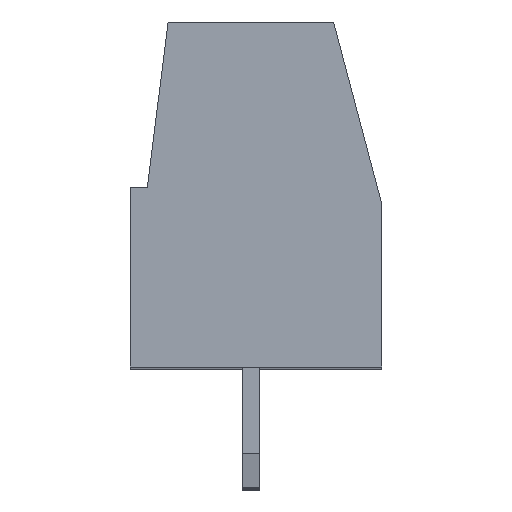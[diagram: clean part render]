
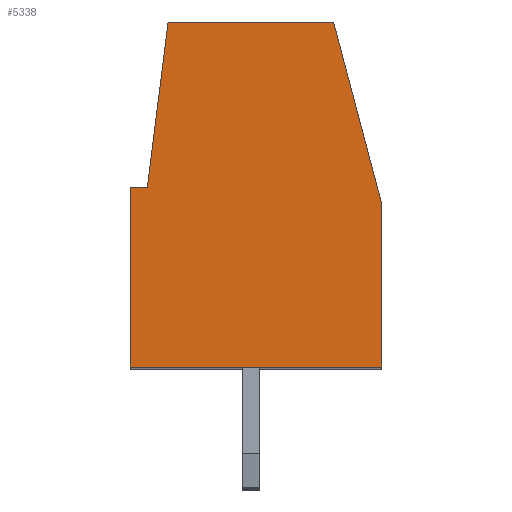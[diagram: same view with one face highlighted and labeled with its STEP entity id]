
A CAD part, top view. The second image highlights one B-rep face of the part: STEP entity #5338.
In plain terms, the highlighted planar face has unit normal (0, 0, 1).
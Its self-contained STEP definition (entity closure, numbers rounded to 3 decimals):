
#13=DIRECTION('',(0.,1.,0.));
#14=VECTOR('',#13,5.2);
#15=CARTESIAN_POINT('',(-3.5,-3.305,37.1));
#16=LINE('',#15,#14);
#17=DIRECTION('',(1.,0.,0.));
#18=VECTOR('',#17,0.5);
#19=CARTESIAN_POINT('',(-3.5,1.895,37.1));
#20=LINE('',#19,#18);
#21=DIRECTION('',(0.124,0.992,0.));
#22=VECTOR('',#21,4.837);
#23=CARTESIAN_POINT('',(-3.,1.895,37.1));
#24=LINE('',#23,#22);
#25=DIRECTION('',(1.,0.,0.));
#26=VECTOR('',#25,4.8);
#27=CARTESIAN_POINT('',(-2.4,6.695,37.1));
#28=LINE('',#27,#26);
#29=DIRECTION('',(0.255,-0.967,0.));
#30=VECTOR('',#29,5.482);
#31=CARTESIAN_POINT('',(2.4,6.695,37.1));
#32=LINE('',#31,#30);
#33=DIRECTION('',(0.,-1.,0.));
#34=VECTOR('',#33,4.7);
#35=CARTESIAN_POINT('',(3.8,1.395,37.1));
#36=LINE('',#35,#34);
#37=DIRECTION('',(-1.,0.,0.));
#38=VECTOR('',#37,7.3);
#39=CARTESIAN_POINT('',(3.8,-3.305,37.1));
#40=LINE('',#39,#38);
#4211=CARTESIAN_POINT('',(-3.5,-3.305,37.1));
#4212=CARTESIAN_POINT('',(-3.5,1.895,37.1));
#4213=VERTEX_POINT('',#4211);
#4214=VERTEX_POINT('',#4212);
#4215=CARTESIAN_POINT('',(3.8,-3.305,37.1));
#4216=VERTEX_POINT('',#4215);
#4217=CARTESIAN_POINT('',(3.8,1.395,37.1));
#4218=VERTEX_POINT('',#4217);
#4219=CARTESIAN_POINT('',(2.4,6.695,37.1));
#4220=VERTEX_POINT('',#4219);
#4221=CARTESIAN_POINT('',(-2.4,6.695,37.1));
#4222=VERTEX_POINT('',#4221);
#4223=CARTESIAN_POINT('',(-3.,1.895,37.1));
#4224=VERTEX_POINT('',#4223);
#5317=CARTESIAN_POINT('',(0.,0.,37.1));
#5318=DIRECTION('',(0.,0.,1.));
#5319=DIRECTION('',(1.,0.,0.));
#5320=AXIS2_PLACEMENT_3D('',#5317,#5318,#5319);
#5321=PLANE('',#5320);
#5323=ORIENTED_EDGE('',*,*,#5322,.T.);
#5325=ORIENTED_EDGE('',*,*,#5324,.T.);
#5327=ORIENTED_EDGE('',*,*,#5326,.T.);
#5329=ORIENTED_EDGE('',*,*,#5328,.T.);
#5331=ORIENTED_EDGE('',*,*,#5330,.T.);
#5333=ORIENTED_EDGE('',*,*,#5332,.T.);
#5335=ORIENTED_EDGE('',*,*,#5334,.T.);
#5336=EDGE_LOOP('',(#5323,#5325,#5327,#5329,#5331,#5333,#5335));
#5337=FACE_OUTER_BOUND('',#5336,.F.);
#5322=EDGE_CURVE('',#4213,#4214,#16,.T.);
#5324=EDGE_CURVE('',#4214,#4224,#20,.T.);
#5326=EDGE_CURVE('',#4224,#4222,#24,.T.);
#5328=EDGE_CURVE('',#4222,#4220,#28,.T.);
#5330=EDGE_CURVE('',#4220,#4218,#32,.T.);
#5332=EDGE_CURVE('',#4218,#4216,#36,.T.);
#5334=EDGE_CURVE('',#4216,#4213,#40,.T.);
#5338=ADVANCED_FACE('',(#5337),#5321,.T.);
